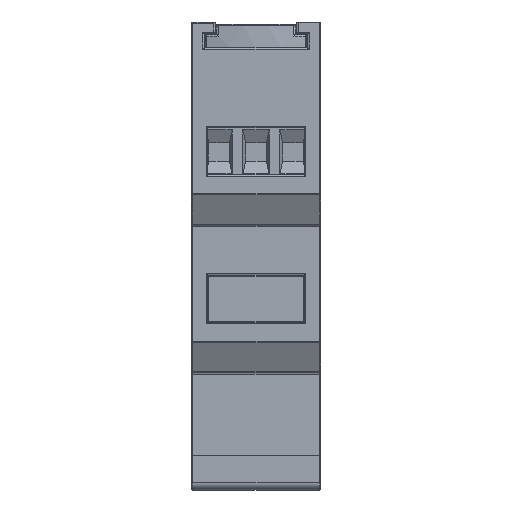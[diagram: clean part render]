
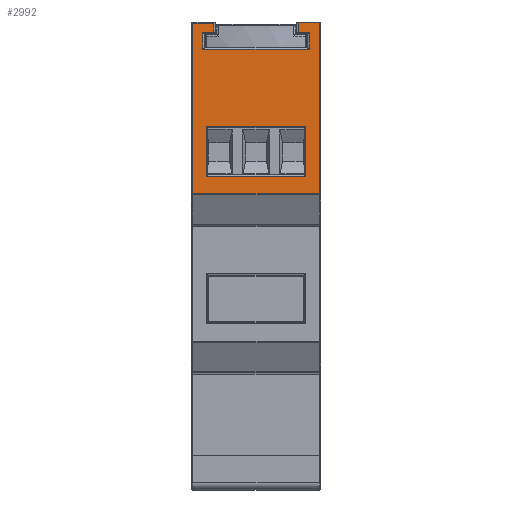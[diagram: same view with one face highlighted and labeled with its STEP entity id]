
A CAD part, left-side view. The second image highlights one B-rep face of the part: STEP entity #2992.
In plain terms, the highlighted planar face has unit normal (-1, 0, 0).
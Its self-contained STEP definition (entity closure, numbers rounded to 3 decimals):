
#2992 = ADVANCED_FACE ( 'NONE', ( #18583, #18587 ), #19056, .F. ) ;
#4765 = EDGE_CURVE ( 'NONE', #6975, #6964, #23475, .T. ) ;
#4766 = EDGE_CURVE ( 'NONE', #6974, #6975, #23479, .T. ) ;
#4767 = EDGE_CURVE ( 'NONE', #6973, #6974, #23483, .T. ) ;
#4768 = EDGE_CURVE ( 'NONE', #6972, #6973, #23485, .T. ) ;
#4769 = EDGE_CURVE ( 'NONE', #6971, #6972, #23487, .T. ) ;
#4771 = EDGE_CURVE ( 'NONE', #6970, #6971, #23481, .T. ) ;
#4773 = EDGE_CURVE ( 'NONE', #6969, #6970, #23495, .T. ) ;
#4775 = EDGE_CURVE ( 'NONE', #6968, #6969, #23498, .T. ) ;
#4777 = EDGE_CURVE ( 'NONE', #6967, #6968, #23502, .T. ) ;
#4780 = EDGE_CURVE ( 'NONE', #6966, #6967, #23508, .T. ) ;
#4781 = EDGE_CURVE ( 'NONE', #6982, #6966, #23510, .T. ) ;
#4782 = EDGE_CURVE ( 'NONE', #6982, #6964, #23512, .T. ) ;
#4783 = EDGE_CURVE ( 'NONE', #6963, #6985, #23491, .T. ) ;
#4784 = EDGE_CURVE ( 'NONE', #6962, #6963, #23514, .T. ) ;
#4785 = EDGE_CURVE ( 'NONE', #6989, #6962, #23518, .T. ) ;
#4786 = EDGE_CURVE ( 'NONE', #6985, #6989, #23520, .T. ) ;
#6561 = ORIENTED_EDGE ( 'NONE', *, *, #4786, .T. ) ;
#6562 = ORIENTED_EDGE ( 'NONE', *, *, #4785, .T. ) ;
#6563 = ORIENTED_EDGE ( 'NONE', *, *, #4784, .T. ) ;
#6564 = ORIENTED_EDGE ( 'NONE', *, *, #4783, .T. ) ;
#6565 = ORIENTED_EDGE ( 'NONE', *, *, #4782, .F. ) ;
#6566 = ORIENTED_EDGE ( 'NONE', *, *, #4781, .T. ) ;
#6567 = ORIENTED_EDGE ( 'NONE', *, *, #4780, .T. ) ;
#6568 = ORIENTED_EDGE ( 'NONE', *, *, #4777, .T. ) ;
#6569 = ORIENTED_EDGE ( 'NONE', *, *, #4775, .T. ) ;
#6570 = ORIENTED_EDGE ( 'NONE', *, *, #4773, .T. ) ;
#6571 = ORIENTED_EDGE ( 'NONE', *, *, #4771, .T. ) ;
#6572 = ORIENTED_EDGE ( 'NONE', *, *, #4769, .T. ) ;
#6573 = ORIENTED_EDGE ( 'NONE', *, *, #4768, .T. ) ;
#6574 = ORIENTED_EDGE ( 'NONE', *, *, #4767, .T. ) ;
#6575 = ORIENTED_EDGE ( 'NONE', *, *, #4766, .T. ) ;
#6576 = ORIENTED_EDGE ( 'NONE', *, *, #4765, .T. ) ;
#6962 = VERTEX_POINT ( 'NONE', #27643 ) ;
#6963 = VERTEX_POINT ( 'NONE', #27644 ) ;
#6964 = VERTEX_POINT ( 'NONE', #27645 ) ;
#6966 = VERTEX_POINT ( 'NONE', #27647 ) ;
#6967 = VERTEX_POINT ( 'NONE', #27648 ) ;
#6968 = VERTEX_POINT ( 'NONE', #27649 ) ;
#6969 = VERTEX_POINT ( 'NONE', #27650 ) ;
#6970 = VERTEX_POINT ( 'NONE', #27651 ) ;
#6971 = VERTEX_POINT ( 'NONE', #27652 ) ;
#6972 = VERTEX_POINT ( 'NONE', #27653 ) ;
#6973 = VERTEX_POINT ( 'NONE', #27654 ) ;
#6974 = VERTEX_POINT ( 'NONE', #27655 ) ;
#6975 = VERTEX_POINT ( 'NONE', #27656 ) ;
#6982 = VERTEX_POINT ( 'NONE', #27663 ) ;
#6985 = VERTEX_POINT ( 'NONE', #27666 ) ;
#6989 = VERTEX_POINT ( 'NONE', #27670 ) ;
#7269 = EDGE_LOOP ( 'NONE', ( #6565, #6566, #6567, #6568, #6569, #6570, #6571, #6572, #6573, #6574, #6575, #6576 ) ) ;
#7290 = EDGE_LOOP ( 'NONE', ( #6561, #6562, #6563, #6564 ) ) ;
#16867 = AXIS2_PLACEMENT_3D ( 'NONE', #19063, #19064, #19065 ) ;
#18583 = FACE_BOUND ( 'NONE', #7290, .T. ) ;
#18587 = FACE_OUTER_BOUND ( 'NONE', #7269, .T. ) ;
#19056 = PLANE ( 'NONE',  #16867 ) ;
#19063 = CARTESIAN_POINT ( 'NONE',  ( -45., 8.75, 0. ) ) ;
#19064 = DIRECTION ( 'NONE',  ( 1., 0., 0. ) ) ;
#19065 = DIRECTION ( 'NONE',  ( 0., 0., -1. ) ) ;
#23475 = LINE ( 'NONE', #25356, #23482 ) ;
#23479 = LINE ( 'NONE', #25355, #23484 ) ;
#23481 = LINE ( 'NONE', #25360, #23494 ) ;
#23482 = VECTOR ( 'NONE', #25361, 1000. ) ;
#23483 = LINE ( 'NONE', #25364, #23486 ) ;
#23484 = VECTOR ( 'NONE', #25363, 1000. ) ;
#23485 = LINE ( 'NONE', #25366, #23488 ) ;
#23486 = VECTOR ( 'NONE', #25365, 1000. ) ;
#23487 = LINE ( 'NONE', #25368, #23490 ) ;
#23488 = VECTOR ( 'NONE', #25367, 1000. ) ;
#23490 = VECTOR ( 'NONE', #25369, 1000. ) ;
#23491 = LINE ( 'NONE', #25375, #23517 ) ;
#23494 = VECTOR ( 'NONE', #25373, 1000. ) ;
#23495 = LINE ( 'NONE', #25371, #23497 ) ;
#23497 = VECTOR ( 'NONE', #25362, 1000. ) ;
#23498 = LINE ( 'NONE', #25381, #23501 ) ;
#23501 = VECTOR ( 'NONE', #25382, 1000. ) ;
#23502 = LINE ( 'NONE', #25385, #23505 ) ;
#23505 = VECTOR ( 'NONE', #25386, 1000. ) ;
#23508 = LINE ( 'NONE', #25391, #23511 ) ;
#23510 = LINE ( 'NONE', #25393, #23513 ) ;
#23511 = VECTOR ( 'NONE', #25392, 1000. ) ;
#23512 = LINE ( 'NONE', #25395, #23515 ) ;
#23513 = VECTOR ( 'NONE', #25394, 1000. ) ;
#23514 = LINE ( 'NONE', #25374, #23519 ) ;
#23515 = VECTOR ( 'NONE', #25397, 1000. ) ;
#23517 = VECTOR ( 'NONE', #25398, 1000. ) ;
#23518 = LINE ( 'NONE', #25401, #23521 ) ;
#23519 = VECTOR ( 'NONE', #25400, 1000. ) ;
#23520 = LINE ( 'NONE', #25403, #23523 ) ;
#23521 = VECTOR ( 'NONE', #25402, 1000. ) ;
#23523 = VECTOR ( 'NONE', #25404, 1000. ) ;
#25355 = CARTESIAN_POINT ( 'NONE',  ( -45., 8.75, -19.781 ) ) ;
#25356 = CARTESIAN_POINT ( 'NONE',  ( -45., -8.55, 0. ) ) ;
#25360 = CARTESIAN_POINT ( 'NONE',  ( -45., 8.75, 2.1 ) ) ;
#25361 = DIRECTION ( 'NONE',  ( 0., 0., 1. ) ) ;
#25362 = DIRECTION ( 'NONE',  ( 0., 0., 1. ) ) ;
#25363 = DIRECTION ( 'NONE',  ( 0., -1., 0. ) ) ;
#25364 = CARTESIAN_POINT ( 'NONE',  ( -45., 8.55, -19.833 ) ) ;
#25365 = DIRECTION ( 'NONE',  ( 0., 0., -1. ) ) ;
#25366 = CARTESIAN_POINT ( 'NONE',  ( -45., 8.75, 3.3 ) ) ;
#25367 = DIRECTION ( 'NONE',  ( 0., 1., 0. ) ) ;
#25368 = CARTESIAN_POINT ( 'NONE',  ( -45., 5.7, 0. ) ) ;
#25369 = DIRECTION ( 'NONE',  ( 0., 0., 1. ) ) ;
#25371 = CARTESIAN_POINT ( 'NONE',  ( -45., 7.2, 0. ) ) ;
#25373 = DIRECTION ( 'NONE',  ( 0., -1., 0. ) ) ;
#25374 = CARTESIAN_POINT ( 'NONE',  ( -45., -6.55, -10.6 ) ) ;
#25375 = CARTESIAN_POINT ( 'NONE',  ( -45., -6.75, -17.2 ) ) ;
#25381 = CARTESIAN_POINT ( 'NONE',  ( -45., 8.75, -0.2 ) ) ;
#25382 = DIRECTION ( 'NONE',  ( 0., 1., 0. ) ) ;
#25385 = CARTESIAN_POINT ( 'NONE',  ( -45., -7.2, 0. ) ) ;
#25386 = DIRECTION ( 'NONE',  ( 0., 0., -1. ) ) ;
#25391 = CARTESIAN_POINT ( 'NONE',  ( -45., 8.75, 2.1 ) ) ;
#25392 = DIRECTION ( 'NONE',  ( 0., -1., 0. ) ) ;
#25393 = CARTESIAN_POINT ( 'NONE',  ( -45., -5.7, 0. ) ) ;
#25394 = DIRECTION ( 'NONE',  ( 0., 0., -1. ) ) ;
#25395 = CARTESIAN_POINT ( 'NONE',  ( -45., 8.75, 3.5 ) ) ;
#25397 = DIRECTION ( 'NONE',  ( 0., -1., 0. ) ) ;
#25398 = DIRECTION ( 'NONE',  ( 0., 0., -1. ) ) ;
#25400 = DIRECTION ( 'NONE',  ( 0., -1., 0. ) ) ;
#25401 = CARTESIAN_POINT ( 'NONE',  ( -45., 6.75, -10.8 ) ) ;
#25402 = DIRECTION ( 'NONE',  ( 0., 0., 1. ) ) ;
#25403 = CARTESIAN_POINT ( 'NONE',  ( -45., 6.55, -17.4 ) ) ;
#25404 = DIRECTION ( 'NONE',  ( 0., 1., 0. ) ) ;
#27643 = CARTESIAN_POINT ( 'NONE',  ( -45., 6.75, -10.6 ) ) ;
#27644 = CARTESIAN_POINT ( 'NONE',  ( -45., -6.75, -10.6 ) ) ;
#27645 = CARTESIAN_POINT ( 'NONE',  ( -45., -8.55, 3.5 ) ) ;
#27647 = CARTESIAN_POINT ( 'NONE',  ( -45., -5.7, 2.1 ) ) ;
#27648 = CARTESIAN_POINT ( 'NONE',  ( -45., -7.2, 2.1 ) ) ;
#27649 = CARTESIAN_POINT ( 'NONE',  ( -45., -7.2, -0.2 ) ) ;
#27650 = CARTESIAN_POINT ( 'NONE',  ( -45., 7.2, -0.2 ) ) ;
#27651 = CARTESIAN_POINT ( 'NONE',  ( -45., 7.2, 2.1 ) ) ;
#27652 = CARTESIAN_POINT ( 'NONE',  ( -45., 5.7, 2.1 ) ) ;
#27653 = CARTESIAN_POINT ( 'NONE',  ( -45., 5.7, 3.3 ) ) ;
#27654 = CARTESIAN_POINT ( 'NONE',  ( -45., 8.55, 3.3 ) ) ;
#27655 = CARTESIAN_POINT ( 'NONE',  ( -45., 8.55, -19.781 ) ) ;
#27656 = CARTESIAN_POINT ( 'NONE',  ( -45., -8.55, -19.781 ) ) ;
#27663 = CARTESIAN_POINT ( 'NONE',  ( -45., -5.7, 3.5 ) ) ;
#27666 = CARTESIAN_POINT ( 'NONE',  ( -45., -6.75, -17.4 ) ) ;
#27670 = CARTESIAN_POINT ( 'NONE',  ( -45., 6.75, -17.4 ) ) ;
